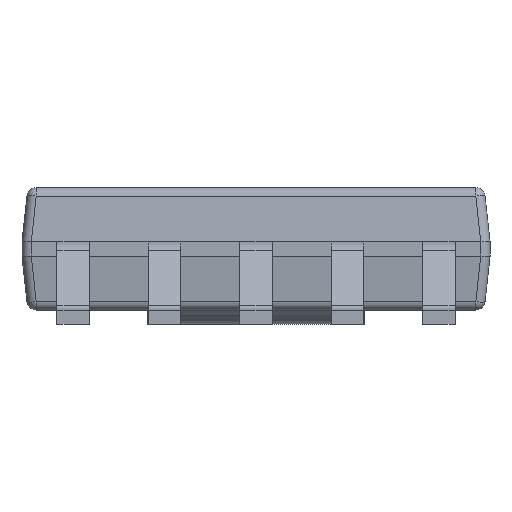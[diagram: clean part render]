
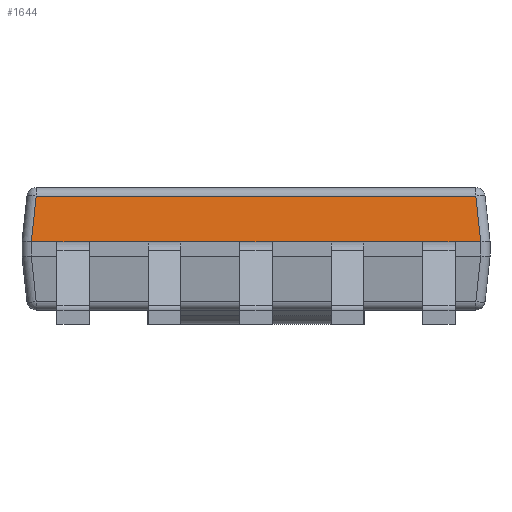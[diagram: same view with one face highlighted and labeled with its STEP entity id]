
A CAD part, front view. The second image highlights one B-rep face of the part: STEP entity #1644.
In plain terms, the highlighted planar face has unit normal (0, -0.994, 0.106).
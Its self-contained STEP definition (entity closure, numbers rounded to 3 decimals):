
#8 = VERTEX_POINT ( 'NONE', #23106 ) ;
#54 = EDGE_CURVE ( 'NONE', #9303, #8719, #14398, .T. ) ;
#656 = DIRECTION ( 'NONE',  ( -1., 0., 0. ) ) ;
#702 = CARTESIAN_POINT ( 'NONE',  ( -2.315, -1.75, 1.05 ) ) ;
#754 = EDGE_CURVE ( 'NONE', #22459, #8175, #18970, .T. ) ;
#801 = ORIENTED_EDGE ( 'NONE', *, *, #24835, .T. ) ;
#992 = CARTESIAN_POINT ( 'NONE',  ( 1.495, -1.75, 1.05 ) ) ;
#1456 = CARTESIAN_POINT ( 'NONE',  ( -3.25, -1.75, 1.05 ) ) ;
#1471 = ORIENTED_EDGE ( 'NONE', *, *, #54, .F. ) ;
#1476 = CARTESIAN_POINT ( 'NONE',  ( 3.12, -1.75, 1.05 ) ) ;
#1526 = VERTEX_POINT ( 'NONE', #25113 ) ;
#1644 = ADVANCED_FACE ( 'NONE', ( #8043 ), #1732, .T. ) ;
#1732 = PLANE ( 'NONE',  #15385 ) ;
#1751 = LINE ( 'NONE', #1456, #10424 ) ;
#1758 = ORIENTED_EDGE ( 'NONE', *, *, #3552, .F. ) ;
#2248 = EDGE_CURVE ( 'NONE', #8175, #16219, #11344, .T. ) ;
#2261 = LINE ( 'NONE', #17429, #6105 ) ;
#2513 = LINE ( 'NONE', #20578, #26758 ) ;
#2597 = ORIENTED_EDGE ( 'NONE', *, *, #26801, .F. ) ;
#3056 = VECTOR ( 'NONE', #14664, 1000. ) ;
#3516 = VECTOR ( 'NONE', #15490, 1000. ) ;
#3539 = CARTESIAN_POINT ( 'NONE',  ( 3.12, -1.75, 1.05 ) ) ;
#3552 = EDGE_CURVE ( 'NONE', #8719, #26214, #2261, .T. ) ;
#3758 = CARTESIAN_POINT ( 'NONE',  ( 3.121, -1.75, 1.05 ) ) ;
#3952 = CARTESIAN_POINT ( 'NONE',  ( -2.765, -1.75, 1.05 ) ) ;
#4209 = ORIENTED_EDGE ( 'NONE', *, *, #27125, .F. ) ;
#4713 = CARTESIAN_POINT ( 'NONE',  ( -3.25, -1.75, 1.05 ) ) ;
#5240 = EDGE_CURVE ( 'NONE', #15975, #9303, #13632, .T. ) ;
#5417 = DIRECTION ( 'NONE',  ( -0.105, 0.105, 0.989 ) ) ;
#5678 = CARTESIAN_POINT ( 'NONE',  ( -3.25, -1.75, 1.05 ) ) ;
#6039 = DIRECTION ( 'NONE',  ( -1., 0., 0. ) ) ;
#6055 = DIRECTION ( 'NONE',  ( -1., 0., 0. ) ) ;
#6095 = CARTESIAN_POINT ( 'NONE',  ( -2.765, -1.75, 1.05 ) ) ;
#6105 = VECTOR ( 'NONE', #15562, 1000. ) ;
#6338 = VERTEX_POINT ( 'NONE', #16490 ) ;
#6828 = CARTESIAN_POINT ( 'NONE',  ( -3.25, -1.75, 1.05 ) ) ;
#7153 = VERTEX_POINT ( 'NONE', #27226 ) ;
#7276 = CARTESIAN_POINT ( 'NONE',  ( -1.045, -1.75, 1.05 ) ) ;
#7719 = CARTESIAN_POINT ( 'NONE',  ( -3.12, -1.75, 1.05 ) ) ;
#8043 = FACE_OUTER_BOUND ( 'NONE', #27429, .T. ) ;
#8129 = CARTESIAN_POINT ( 'NONE',  ( -3.12, -1.75, 1.05 ) ) ;
#8175 = VERTEX_POINT ( 'NONE', #3952 ) ;
#8189 = VECTOR ( 'NONE', #9352, 1000. ) ;
#8212 = CARTESIAN_POINT ( 'NONE',  ( 0., -1.682, 1.684 ) ) ;
#8719 = VERTEX_POINT ( 'NONE', #26324 ) ;
#8736 = VECTOR ( 'NONE', #17595, 1000. ) ;
#8810 = DIRECTION ( 'NONE',  ( -1., 0., 0. ) ) ;
#8829 = LINE ( 'NONE', #6828, #24109 ) ;
#8956 = CARTESIAN_POINT ( 'NONE',  ( -1.495, -1.75, 1.05 ) ) ;
#9303 = VERTEX_POINT ( 'NONE', #19580 ) ;
#9352 = DIRECTION ( 'NONE',  ( -1., 0., 0. ) ) ;
#9698 = ORIENTED_EDGE ( 'NONE', *, *, #26979, .T. ) ;
#10409 = CARTESIAN_POINT ( 'NONE',  ( -3.121, -1.75, 1.05 ) ) ;
#10424 = VECTOR ( 'NONE', #6055, 1000. ) ;
#10924 = DIRECTION ( 'NONE',  ( -0.105, -0.105, -0.989 ) ) ;
#11153 = LINE ( 'NONE', #4713, #8736 ) ;
#11344 = LINE ( 'NONE', #17797, #3516 ) ;
#11482 = CARTESIAN_POINT ( 'NONE',  ( 1.045, -1.75, 1.05 ) ) ;
#11518 = EDGE_CURVE ( 'NONE', #19888, #15975, #1751, .T. ) ;
#12440 = CARTESIAN_POINT ( 'NONE',  ( -3.12, -1.75, 1.05 ) ) ;
#12863 = ORIENTED_EDGE ( 'NONE', *, *, #21178, .T. ) ;
#12885 = DIRECTION ( 'NONE',  ( -1., 0., 0. ) ) ;
#13039 = EDGE_CURVE ( 'NONE', #7153, #6338, #14783, .T. ) ;
#13420 = CARTESIAN_POINT ( 'NONE',  ( -3.25, -1.75, 1.05 ) ) ;
#13632 = LINE ( 'NONE', #11482, #8189 ) ;
#13984 = LINE ( 'NONE', #22713, #21551 ) ;
#14398 = LINE ( 'NONE', #5678, #3056 ) ;
#14430 = VERTEX_POINT ( 'NONE', #7276 ) ;
#14550 = EDGE_CURVE ( 'NONE', #14430, #1526, #19820, .T. ) ;
#14664 = DIRECTION ( 'NONE',  ( -1., 0., 0. ) ) ;
#14783 = LINE ( 'NONE', #8212, #14819 ) ;
#14797 = ORIENTED_EDGE ( 'NONE', *, *, #2248, .F. ) ;
#14819 = VECTOR ( 'NONE', #12885, 1000. ) ;
#14950 = DIRECTION ( 'NONE',  ( -1., 0., 0. ) ) ;
#14954 = VERTEX_POINT ( 'NONE', #23629 ) ;
#15147 = ORIENTED_EDGE ( 'NONE', *, *, #17348, .F. ) ;
#15268 = EDGE_CURVE ( 'NONE', #14954, #7153, #13984, .T. ) ;
#15385 = AXIS2_PLACEMENT_3D ( 'NONE', #16896, #16479, #6039 ) ;
#15490 = DIRECTION ( 'NONE',  ( -1., 0., 0. ) ) ;
#15562 = DIRECTION ( 'NONE',  ( -1., 0., 0. ) ) ;
#15743 = ORIENTED_EDGE ( 'NONE', *, *, #14550, .F. ) ;
#15882 = EDGE_CURVE ( 'NONE', #21886, #20025, #11153, .T. ) ;
#15975 = VERTEX_POINT ( 'NONE', #992 ) ;
#16219 = VERTEX_POINT ( 'NONE', #12440 ) ;
#16479 = DIRECTION ( 'NONE',  ( 0., -0.994, 0.106 ) ) ;
#16490 = CARTESIAN_POINT ( 'NONE',  ( -3.053, -1.682, 1.684 ) ) ;
#16687 = ORIENTED_EDGE ( 'NONE', *, *, #13039, .T. ) ;
#16896 = CARTESIAN_POINT ( 'NONE',  ( 0., -1.67, 1.8 ) ) ;
#17348 = EDGE_CURVE ( 'NONE', #20025, #19888, #2513, .T. ) ;
#17429 = CARTESIAN_POINT ( 'NONE',  ( -0.225, -1.75, 1.05 ) ) ;
#17539 = DIRECTION ( 'NONE',  ( -1., 0., 0. ) ) ;
#17595 = DIRECTION ( 'NONE',  ( -1., 0., 0. ) ) ;
#17757 =( BOUNDED_CURVE ( )  B_SPLINE_CURVE ( 3, ( #25375, #21094, #1476, #3758 ),
 .UNSPECIFIED., .F., .F. ) 
 B_SPLINE_CURVE_WITH_KNOTS ( ( 4, 4 ),
 ( 0., 0.006 ),
 .UNSPECIFIED. ) 
 CURVE ( )  GEOMETRIC_REPRESENTATION_ITEM ( )  RATIONAL_B_SPLINE_CURVE ( ( 1., 1., 1., 1. ) ) 
 REPRESENTATION_ITEM ( '' )  );
#17797 = CARTESIAN_POINT ( 'NONE',  ( -3.25, -1.75, 1.05 ) ) ;
#17865 = DIRECTION ( 'NONE',  ( -1., 0., 0. ) ) ;
#17953 = ORIENTED_EDGE ( 'NONE', *, *, #5240, .F. ) ;
#18801 = ORIENTED_EDGE ( 'NONE', *, *, #11518, .F. ) ;
#18855 = CARTESIAN_POINT ( 'NONE',  ( -3.12, -1.75, 1.05 ) ) ;
#18970 = LINE ( 'NONE', #6095, #23125 ) ;
#19080 = VECTOR ( 'NONE', #17865, 1000. ) ;
#19361 = CARTESIAN_POINT ( 'NONE',  ( 2.315, -1.75, 1.05 ) ) ;
#19380 = CARTESIAN_POINT ( 'NONE',  ( -0.225, -1.75, 1.05 ) ) ;
#19580 = CARTESIAN_POINT ( 'NONE',  ( 1.045, -1.75, 1.05 ) ) ;
#19820 = LINE ( 'NONE', #8956, #23598 ) ;
#19888 = VERTEX_POINT ( 'NONE', #19361 ) ;
#20025 = VERTEX_POINT ( 'NONE', #25893 ) ;
#20578 = CARTESIAN_POINT ( 'NONE',  ( 2.315, -1.75, 1.05 ) ) ;
#21094 = CARTESIAN_POINT ( 'NONE',  ( 3.12, -1.75, 1.05 ) ) ;
#21178 = EDGE_CURVE ( 'NONE', #6338, #8, #25961, .T. ) ;
#21551 = VECTOR ( 'NONE', #5417, 1000. ) ;
#21823 = ORIENTED_EDGE ( 'NONE', *, *, #15882, .F. ) ;
#21886 = VERTEX_POINT ( 'NONE', #3539 ) ;
#21961 = VECTOR ( 'NONE', #10924, 1000. ) ;
#22459 = VERTEX_POINT ( 'NONE', #702 ) ;
#22713 = CARTESIAN_POINT ( 'NONE',  ( 3.007, -1.636, 2.117 ) ) ;
#23106 = CARTESIAN_POINT ( 'NONE',  ( -3.121, -1.75, 1.05 ) ) ;
#23125 = VECTOR ( 'NONE', #14950, 1000. ) ;
#23277 = CARTESIAN_POINT ( 'NONE',  ( -3.007, -1.636, 2.117 ) ) ;
#23598 = VECTOR ( 'NONE', #8810, 1000. ) ;
#23629 = CARTESIAN_POINT ( 'NONE',  ( 3.121, -1.75, 1.05 ) ) ;
#23737 = LINE ( 'NONE', #13420, #19080 ) ;
#24109 = VECTOR ( 'NONE', #17539, 1000. ) ;
#24835 = EDGE_CURVE ( 'NONE', #21886, #14954, #17757, .T. ) ;
#25113 = CARTESIAN_POINT ( 'NONE',  ( -1.495, -1.75, 1.05 ) ) ;
#25375 = CARTESIAN_POINT ( 'NONE',  ( 3.12, -1.75, 1.05 ) ) ;
#25893 = CARTESIAN_POINT ( 'NONE',  ( 2.765, -1.75, 1.05 ) ) ;
#25961 = LINE ( 'NONE', #23277, #21961 ) ;
#26214 = VERTEX_POINT ( 'NONE', #19380 ) ;
#26324 = CARTESIAN_POINT ( 'NONE',  ( 0.225, -1.75, 1.05 ) ) ;
#26415 = ORIENTED_EDGE ( 'NONE', *, *, #15268, .T. ) ;
#26758 = VECTOR ( 'NONE', #656, 1000. ) ;
#26801 = EDGE_CURVE ( 'NONE', #26214, #14430, #23737, .T. ) ;
#26899 =( BOUNDED_CURVE ( )  B_SPLINE_CURVE ( 3, ( #10409, #8129, #7719, #18855 ),
 .UNSPECIFIED., .F., .F. ) 
 B_SPLINE_CURVE_WITH_KNOTS ( ( 4, 4 ),
 ( 6.278, 6.283 ),
 .UNSPECIFIED. ) 
 CURVE ( )  GEOMETRIC_REPRESENTATION_ITEM ( )  RATIONAL_B_SPLINE_CURVE ( ( 1., 1., 1., 1. ) ) 
 REPRESENTATION_ITEM ( '' )  );
#26979 = EDGE_CURVE ( 'NONE', #8, #16219, #26899, .T. ) ;
#27125 = EDGE_CURVE ( 'NONE', #1526, #22459, #8829, .T. ) ;
#27226 = CARTESIAN_POINT ( 'NONE',  ( 3.053, -1.682, 1.684 ) ) ;
#27429 = EDGE_LOOP ( 'NONE', ( #21823, #801, #26415, #16687, #12863, #9698, #14797, #27655, #4209, #15743, #2597, #1758, #1471, #17953, #18801, #15147 ) ) ;
#27655 = ORIENTED_EDGE ( 'NONE', *, *, #754, .F. ) ;
